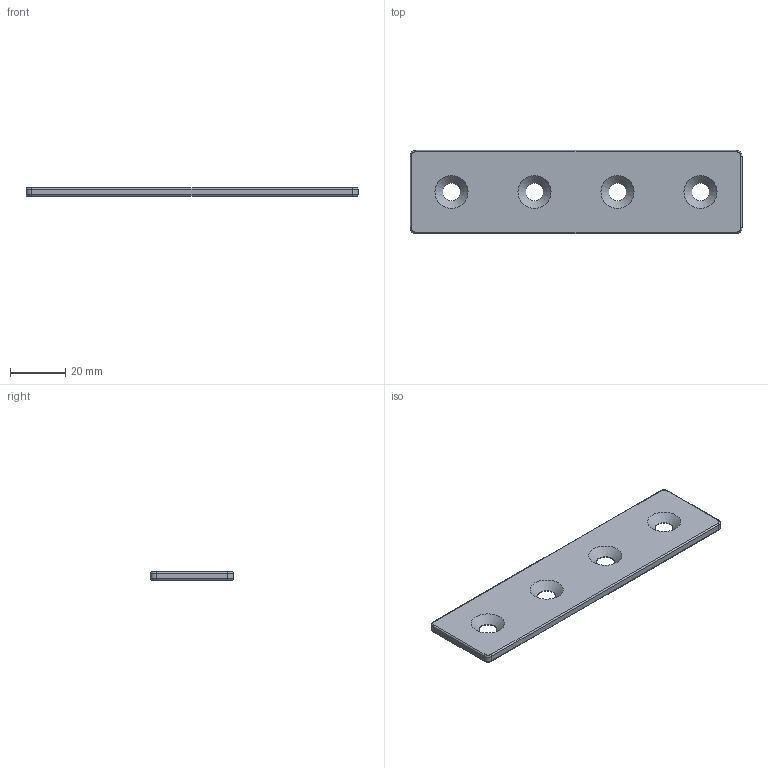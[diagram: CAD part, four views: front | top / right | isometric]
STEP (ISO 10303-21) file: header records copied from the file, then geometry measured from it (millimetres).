
FILE_DESCRIPTION(/* description */ (''),/* implementation_level */ '2;1');
FILE_NAME(/* name */ '10559_KriTec_Lasche_6_120x30x3_schwarz_mit_Senkungen.stp',/* time_stamp */ '2014-06-05T11:07:47+02:00',/* author */ ('kostic'),/* organization */ (''),/* preprocessor_version */ 'ST-DEVELOPER v15.2',/* originating_system */ 'Autodesk Inventor 2014',/* authorisation */ '');
FILE_SCHEMA (('AUTOMOTIVE_DESIGN { 1 0 10303 214 3 1 1 }'));
Length unit declared in the file: millimetre
Products named in the file (1): 10559_KriTec_Lasche_6_120x30x3_schwarz_mit_Senkungen
Bounding box: 120 x 30 x 3 mm (x, y, z)
Volume: 9963.8 mm3; surface area: 7842.7 mm2
Topology: 1 solids, 1 shells, 34 faces, 80 edges, 48 vertices
Faces by surface type: cylinder 16, torus 8, plane 6, cone 4
Full cylindrical faces by diameter (mm): 6.5 x4
Entity records: 941 total; most frequent: DIRECTION 182, CARTESIAN_POINT 147, ORIENTED_EDGE 136, AXIS2_PLACEMENT_3D 79, EDGE_CURVE 68, EDGE_LOOP 50, CIRCLE 44, VERTEX_POINT 44
